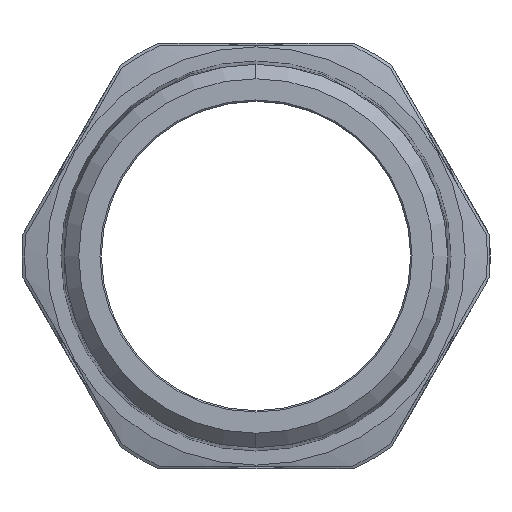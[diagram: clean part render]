
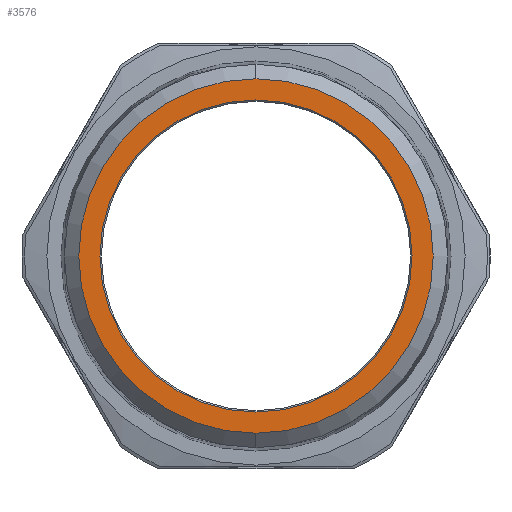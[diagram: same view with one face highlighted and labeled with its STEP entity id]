
A CAD part, left-side view. The second image highlights one B-rep face of the part: STEP entity #3576.
In plain terms, the highlighted planar face has unit normal (-1, 0, 0).
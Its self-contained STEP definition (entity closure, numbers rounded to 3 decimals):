
#26 = CARTESIAN_POINT ( 'NONE',  ( -74.6, 0., 0. ) ) ;
#86 = CARTESIAN_POINT ( 'NONE',  ( -74.6, 0., 0. ) ) ;
#136 = CARTESIAN_POINT ( 'NONE',  ( -74.6, 0., -33.312 ) ) ;
#224 = CIRCLE ( 'NONE', #418, 29.325 ) ;
#325 = CIRCLE ( 'NONE', #3046, 33.312 ) ;
#371 = DIRECTION ( 'NONE',  ( 0., 0., 1. ) ) ;
#418 = AXIS2_PLACEMENT_3D ( 'NONE', #2420, #3561, #2657 ) ;
#568 = DIRECTION ( 'NONE',  ( 1., 0., 0. ) ) ;
#632 = EDGE_CURVE ( 'NONE', #3390, #2663, #3668, .T. ) ;
#836 = DIRECTION ( 'NONE',  ( 0., 0., 1. ) ) ;
#884 = DIRECTION ( 'NONE',  ( -1., 0., 0. ) ) ;
#940 = CARTESIAN_POINT ( 'NONE',  ( -74.6, 0., 33.312 ) ) ;
#1157 = CARTESIAN_POINT ( 'NONE',  ( -74.6, 0., -29.325 ) ) ;
#1480 = DIRECTION ( 'NONE',  ( -1., 0., 0. ) ) ;
#1944 = FACE_BOUND ( 'NONE', #2529, .T. ) ;
#1985 = ORIENTED_EDGE ( 'NONE', *, *, #2982, .T. ) ;
#1988 = EDGE_CURVE ( 'NONE', #2663, #3390, #224, .T. ) ;
#2295 = PLANE ( 'NONE',  #2395 ) ;
#2387 = FACE_OUTER_BOUND ( 'NONE', #3262, .T. ) ;
#2395 = AXIS2_PLACEMENT_3D ( 'NONE', #3485, #884, #371 ) ;
#2420 = CARTESIAN_POINT ( 'NONE',  ( -74.6, 0., 0. ) ) ;
#2421 = AXIS2_PLACEMENT_3D ( 'NONE', #2831, #568, #836 ) ;
#2529 = EDGE_LOOP ( 'NONE', ( #3219, #3332 ) ) ;
#2609 = VERTEX_POINT ( 'NONE', #940 ) ;
#2657 = DIRECTION ( 'NONE',  ( 0., 0., 1. ) ) ;
#2663 = VERTEX_POINT ( 'NONE', #3221 ) ;
#2759 = AXIS2_PLACEMENT_3D ( 'NONE', #26, #2804, #2883 ) ;
#2804 = DIRECTION ( 'NONE',  ( -1., 0., 0. ) ) ;
#2831 = CARTESIAN_POINT ( 'NONE',  ( -74.6, 0., 0. ) ) ;
#2832 = VERTEX_POINT ( 'NONE', #136 ) ;
#2883 = DIRECTION ( 'NONE',  ( 0., 0., 1. ) ) ;
#2982 = EDGE_CURVE ( 'NONE', #2609, #2832, #3458, .T. ) ;
#3046 = AXIS2_PLACEMENT_3D ( 'NONE', #86, #1480, #3432 ) ;
#3219 = ORIENTED_EDGE ( 'NONE', *, *, #1988, .T. ) ;
#3221 = CARTESIAN_POINT ( 'NONE',  ( -74.6, 0., 29.325 ) ) ;
#3262 = EDGE_LOOP ( 'NONE', ( #3456, #1985 ) ) ;
#3332 = ORIENTED_EDGE ( 'NONE', *, *, #632, .T. ) ;
#3390 = VERTEX_POINT ( 'NONE', #1157 ) ;
#3432 = DIRECTION ( 'NONE',  ( 0., 0., 1. ) ) ;
#3456 = ORIENTED_EDGE ( 'NONE', *, *, #3540, .T. ) ;
#3458 = CIRCLE ( 'NONE', #2759, 33.312 ) ;
#3485 = CARTESIAN_POINT ( 'NONE',  ( -74.6, 0., 0. ) ) ;
#3540 = EDGE_CURVE ( 'NONE', #2832, #2609, #325, .T. ) ;
#3561 = DIRECTION ( 'NONE',  ( 1., 0., 0. ) ) ;
#3576 = ADVANCED_FACE ( 'NONE', ( #1944, #2387 ), #2295, .T. ) ;
#3668 = CIRCLE ( 'NONE', #2421, 29.325 ) ;
